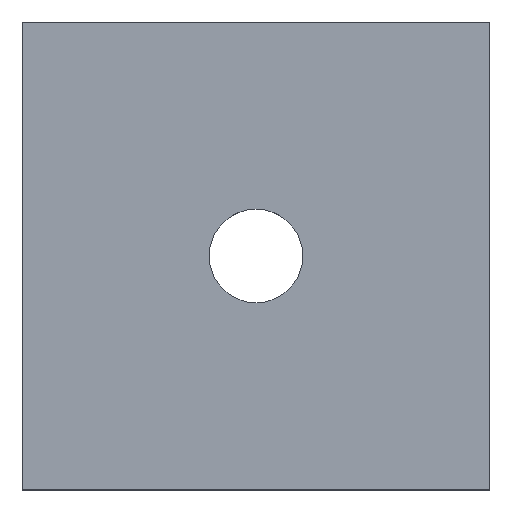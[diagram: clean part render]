
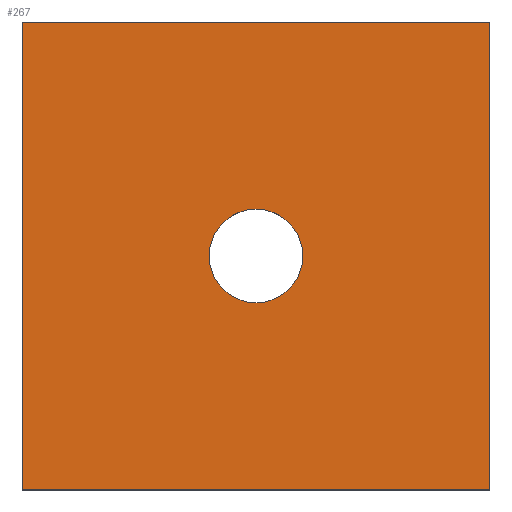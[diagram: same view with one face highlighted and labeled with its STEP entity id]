
A CAD part, top view. The second image highlights one B-rep face of the part: STEP entity #267.
In plain terms, the highlighted planar face has unit normal (0, 0, 1).
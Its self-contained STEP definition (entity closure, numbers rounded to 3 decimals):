
#5 = DIRECTION ( 'NONE',  ( 0., -1., 0. ) ) ;
#7 = DIRECTION ( 'NONE',  ( 1., 0., 0. ) ) ;
#15 = VECTOR ( 'NONE', #198, 1000. ) ;
#32 = CARTESIAN_POINT ( 'NONE',  ( -20., -20., 1. ) ) ;
#49 = EDGE_CURVE ( 'NONE', #85, #181, #120, .T. ) ;
#50 = DIRECTION ( 'NONE',  ( -1., 0., 0. ) ) ;
#57 = VECTOR ( 'NONE', #5, 1000. ) ;
#70 = VECTOR ( 'NONE', #50, 1000. ) ;
#77 = VERTEX_POINT ( 'NONE', #123 ) ;
#84 = EDGE_CURVE ( 'NONE', #308, #77, #254, .T. ) ;
#85 = VERTEX_POINT ( 'NONE', #195 ) ;
#86 = AXIS2_PLACEMENT_3D ( 'NONE', #165, #235, #7 ) ;
#92 = PLANE ( 'NONE',  #147 ) ;
#96 = DIRECTION ( 'NONE',  ( -1., 0., 0. ) ) ;
#111 = LINE ( 'NONE', #297, #57 ) ;
#115 = DIRECTION ( 'NONE',  ( 0., 0., -1. ) ) ;
#118 = VERTEX_POINT ( 'NONE', #295 ) ;
#119 = EDGE_CURVE ( 'NONE', #181, #118, #288, .T. ) ;
#120 = LINE ( 'NONE', #143, #300 ) ;
#123 = CARTESIAN_POINT ( 'NONE',  ( -4., 0., 1. ) ) ;
#126 = DIRECTION ( 'NONE',  ( 1., 0., 0. ) ) ;
#127 = CARTESIAN_POINT ( 'NONE',  ( 20., 20., 1. ) ) ;
#136 = VERTEX_POINT ( 'NONE', #32 ) ;
#143 = CARTESIAN_POINT ( 'NONE',  ( 20., -20., 1. ) ) ;
#147 = AXIS2_PLACEMENT_3D ( 'NONE', #178, #115, #96 ) ;
#150 = CARTESIAN_POINT ( 'NONE',  ( -20., -20., 1. ) ) ;
#152 = ORIENTED_EDGE ( 'NONE', *, *, #157, .T. ) ;
#156 = ORIENTED_EDGE ( 'NONE', *, *, #84, .F. ) ;
#157 = EDGE_CURVE ( 'NONE', #118, #136, #111, .T. ) ;
#165 = CARTESIAN_POINT ( 'NONE',  ( 0., 0., 1. ) ) ;
#178 = CARTESIAN_POINT ( 'NONE',  ( 0., 0., 1. ) ) ;
#181 = VERTEX_POINT ( 'NONE', #127 ) ;
#182 = CARTESIAN_POINT ( 'NONE',  ( 4., 0., 1. ) ) ;
#189 = CARTESIAN_POINT ( 'NONE',  ( 0., 0., 1. ) ) ;
#195 = CARTESIAN_POINT ( 'NONE',  ( 20., -20., 1. ) ) ;
#198 = DIRECTION ( 'NONE',  ( 1., 0., 0. ) ) ;
#208 = EDGE_CURVE ( 'NONE', #77, #308, #270, .T. ) ;
#225 = FACE_BOUND ( 'NONE', #266, .T. ) ;
#226 = ORIENTED_EDGE ( 'NONE', *, *, #119, .T. ) ;
#228 = AXIS2_PLACEMENT_3D ( 'NONE', #189, #291, #126 ) ;
#235 = DIRECTION ( 'NONE',  ( 0., 0., 1. ) ) ;
#241 = DIRECTION ( 'NONE',  ( 0., 1., 0. ) ) ;
#245 = EDGE_LOOP ( 'NONE', ( #273, #226, #152, #298 ) ) ;
#254 = CIRCLE ( 'NONE', #86, 4. ) ;
#259 = CARTESIAN_POINT ( 'NONE',  ( -20., 20., 1. ) ) ;
#266 = EDGE_LOOP ( 'NONE', ( #156, #279 ) ) ;
#267 = ADVANCED_FACE ( 'NONE', ( #225, #303 ), #92, .F. ) ;
#270 = CIRCLE ( 'NONE', #228, 4. ) ;
#272 = LINE ( 'NONE', #150, #15 ) ;
#273 = ORIENTED_EDGE ( 'NONE', *, *, #49, .T. ) ;
#279 = ORIENTED_EDGE ( 'NONE', *, *, #208, .F. ) ;
#283 = EDGE_CURVE ( 'NONE', #136, #85, #272, .T. ) ;
#288 = LINE ( 'NONE', #259, #70 ) ;
#291 = DIRECTION ( 'NONE',  ( 0., 0., 1. ) ) ;
#295 = CARTESIAN_POINT ( 'NONE',  ( -20., 20., 1. ) ) ;
#297 = CARTESIAN_POINT ( 'NONE',  ( -20., -20., 1. ) ) ;
#298 = ORIENTED_EDGE ( 'NONE', *, *, #283, .T. ) ;
#300 = VECTOR ( 'NONE', #241, 1000. ) ;
#303 = FACE_OUTER_BOUND ( 'NONE', #245, .T. ) ;
#308 = VERTEX_POINT ( 'NONE', #182 ) ;
